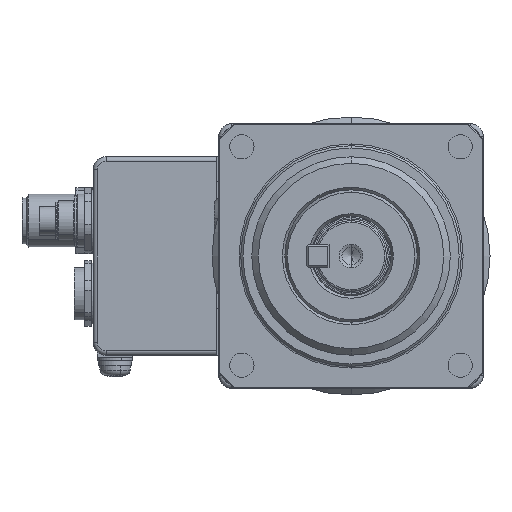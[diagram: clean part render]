
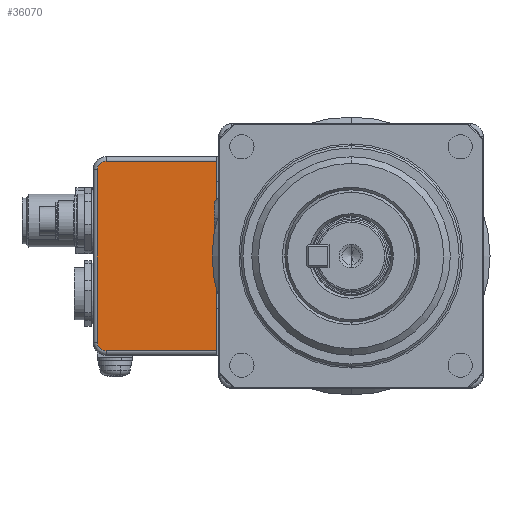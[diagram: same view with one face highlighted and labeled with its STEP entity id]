
A CAD part, left-side view. The second image highlights one B-rep face of the part: STEP entity #36070.
In plain terms, the highlighted planar face has unit normal (-1, 0, 0).
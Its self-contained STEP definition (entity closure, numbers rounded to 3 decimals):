
#1573 = CARTESIAN_POINT ( 'NONE',  ( -47., 60.5, 0. ) ) ;
#5102 = VECTOR ( 'NONE', #51868, 1000. ) ;
#7129 = VECTOR ( 'NONE', #133286, 1000. ) ;
#7464 = VECTOR ( 'NONE', #16039, 1000. ) ;
#10262 = CARTESIAN_POINT ( 'NONE',  ( -47., 85.5, -8.5 ) ) ;
#13114 = CARTESIAN_POINT ( 'NONE',  ( -47., 87.5, -10.5 ) ) ;
#15738 = DIRECTION ( 'NONE',  ( -1., 0., 0. ) ) ;
#16039 = DIRECTION ( 'NONE',  ( 0., 0., -1. ) ) ;
#18581 = VERTEX_POINT ( 'NONE', #70319 ) ;
#19342 = CARTESIAN_POINT ( 'NONE',  ( -47., 60.5, -8.5 ) ) ;
#20107 = CARTESIAN_POINT ( 'NONE',  ( -47., 0., -51.5 ) ) ;
#22542 = ORIENTED_EDGE ( 'NONE', *, *, #80557, .T. ) ;
#25633 = VERTEX_POINT ( 'NONE', #10262 ) ;
#26102 = DIRECTION ( 'NONE',  ( 0., 0., -1. ) ) ;
#27021 = FACE_OUTER_BOUND ( 'NONE', #51887, .T. ) ;
#34063 = AXIS2_PLACEMENT_3D ( 'NONE', #65938, #115795, #74908 ) ;
#34478 = LINE ( 'NONE', #81152, #7129 ) ;
#34592 = PLANE ( 'NONE',  #34063 ) ;
#36070 = ADVANCED_FACE ( 'NONE', ( #27021 ), #34592, .F. ) ;
#38011 = EDGE_CURVE ( 'NONE', #74032, #25633, #34478, .T. ) ;
#38776 = CARTESIAN_POINT ( 'NONE',  ( -47., 87.5, -49.5 ) ) ;
#39078 = ORIENTED_EDGE ( 'NONE', *, *, #105639, .T. ) ;
#39573 = AXIS2_PLACEMENT_3D ( 'NONE', #81998, #41564, #83315 ) ;
#41564 = DIRECTION ( 'NONE',  ( -1., 0., 0. ) ) ;
#44241 = CARTESIAN_POINT ( 'NONE',  ( -47., 60.5, -51.5 ) ) ;
#50017 = EDGE_CURVE ( 'NONE', #18581, #50135, #57234, .T. ) ;
#50135 = VERTEX_POINT ( 'NONE', #44241 ) ;
#51868 = DIRECTION ( 'NONE',  ( 0., 0., -1. ) ) ;
#51887 = EDGE_LOOP ( 'NONE', ( #59723, #57008, #82134, #39078, #22542, #117096 ) ) ;
#57008 = ORIENTED_EDGE ( 'NONE', *, *, #38011, .T. ) ;
#57234 = LINE ( 'NONE', #20107, #128071 ) ;
#59723 = ORIENTED_EDGE ( 'NONE', *, *, #78997, .F. ) ;
#64067 = CIRCLE ( 'NONE', #39573, 2. ) ;
#65938 = CARTESIAN_POINT ( 'NONE',  ( -47., 0., 0. ) ) ;
#67651 = CARTESIAN_POINT ( 'NONE',  ( -47., 87.5, 0. ) ) ;
#70319 = CARTESIAN_POINT ( 'NONE',  ( -47., 85.5, -51.5 ) ) ;
#74032 = VERTEX_POINT ( 'NONE', #19342 ) ;
#74908 = DIRECTION ( 'NONE',  ( 0., 0., -1. ) ) ;
#78769 = CIRCLE ( 'NONE', #123343, 2. ) ;
#78997 = EDGE_CURVE ( 'NONE', #74032, #50135, #128865, .T. ) ;
#80557 = EDGE_CURVE ( 'NONE', #130370, #18581, #64067, .T. ) ;
#81152 = CARTESIAN_POINT ( 'NONE',  ( -47., 85.5, -8.5 ) ) ;
#81998 = CARTESIAN_POINT ( 'NONE',  ( -47., 85.5, -49.5 ) ) ;
#82134 = ORIENTED_EDGE ( 'NONE', *, *, #102555, .T. ) ;
#83315 = DIRECTION ( 'NONE',  ( 0., 0., -1. ) ) ;
#102555 = EDGE_CURVE ( 'NONE', #25633, #114098, #78769, .T. ) ;
#102654 = DIRECTION ( 'NONE',  ( 0., -1., 0. ) ) ;
#103776 = LINE ( 'NONE', #67651, #7464 ) ;
#105639 = EDGE_CURVE ( 'NONE', #114098, #130370, #103776, .T. ) ;
#106819 = CARTESIAN_POINT ( 'NONE',  ( -47., 85.5, -10.5 ) ) ;
#114098 = VERTEX_POINT ( 'NONE', #13114 ) ;
#115795 = DIRECTION ( 'NONE',  ( 1., 0., 0. ) ) ;
#117096 = ORIENTED_EDGE ( 'NONE', *, *, #50017, .T. ) ;
#123343 = AXIS2_PLACEMENT_3D ( 'NONE', #106819, #15738, #26102 ) ;
#128071 = VECTOR ( 'NONE', #102654, 1000. ) ;
#128865 = LINE ( 'NONE', #1573, #5102 ) ;
#130370 = VERTEX_POINT ( 'NONE', #38776 ) ;
#133286 = DIRECTION ( 'NONE',  ( 0., 1., 0. ) ) ;
